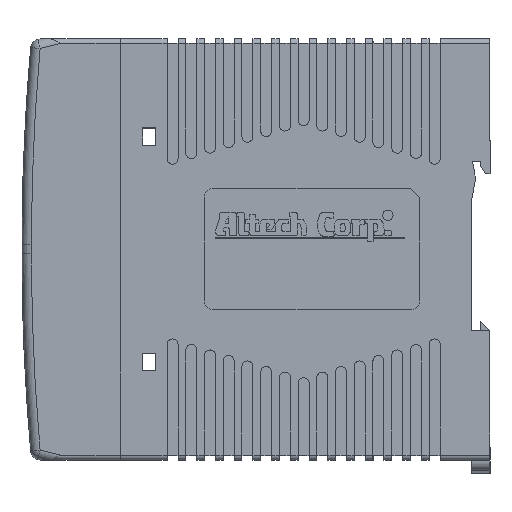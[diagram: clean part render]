
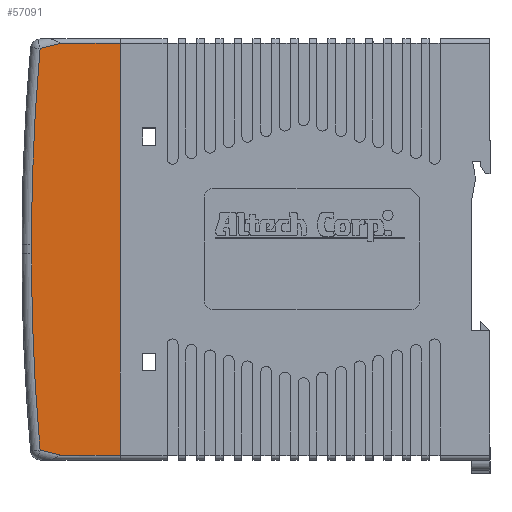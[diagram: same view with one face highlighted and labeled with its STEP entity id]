
A CAD part, top view. The second image highlights one B-rep face of the part: STEP entity #57091.
In plain terms, the highlighted face is planar.
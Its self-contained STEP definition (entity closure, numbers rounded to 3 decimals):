
#56405=CARTESIAN_POINT('',(-50.339,-70.214,0.0));
#56406=VERTEX_POINT('',#56405);
#56414=CARTESIAN_POINT('',(-37.585,-70.214,0.0));
#56415=VERTEX_POINT('',#56414);
#56416=CARTESIAN_POINT('',(-50.339,-70.214,0.0));
#56417=DIRECTION('',(1.0,0.0,0.0));
#56418=VECTOR('',#56417,12.754);
#56419=LINE('',#56416,#56418);
#56420=EDGE_CURVE('',#56406,#56415,#56419,.T.);
#56442=CARTESIAN_POINT('',(-33.203,-69.118,0.0));
#56443=VERTEX_POINT('',#56442);
#56554=CARTESIAN_POINT('',(-33.203,16.69,0.0));
#56555=VERTEX_POINT('',#56554);
#56724=CARTESIAN_POINT('',(-31.339,-25.214,0.0));
#56725=VERTEX_POINT('',#56724);
#56733=CARTESIAN_POINT('',(-503.401,-25.214,0.0));
#56734=DIRECTION('',(0.0,0.0,1.0));
#56735=DIRECTION('',(0.999,0.046,0.0));
#56736=AXIS2_PLACEMENT_3D('',#56733,#56734,#56735);
#56737=CIRCLE('',#56736,472.063);
#56738=EDGE_CURVE('',#56725,#56555,#56737,.T.);
#56759=CARTESIAN_POINT('',(-37.585,17.786,0.));
#56760=VERTEX_POINT('',#56759);
#56761=CARTESIAN_POINT('',(-33.203,16.69,0.0));
#56762=DIRECTION('',(-0.97,0.243,0.0));
#56763=VECTOR('',#56762,4.518);
#56764=LINE('',#56761,#56763);
#56765=EDGE_CURVE('',#56555,#56760,#56764,.T.);
#56813=CARTESIAN_POINT('',(-31.339,-27.214,0.0));
#56814=VERTEX_POINT('',#56813);
#56822=CARTESIAN_POINT('',(-31.339,-27.214,0.0));
#56823=DIRECTION('',(0.0,1.0,0.0));
#56824=VECTOR('',#56823,2.);
#56825=LINE('',#56822,#56824);
#56826=EDGE_CURVE('',#56814,#56725,#56825,.T.);
#56843=CARTESIAN_POINT('',(-50.339,17.786,0.0));
#56844=VERTEX_POINT('',#56843);
#56861=CARTESIAN_POINT('',(-37.585,17.786,0.0));
#56862=DIRECTION('',(-1.0,0.0,0.0));
#56863=VECTOR('',#56862,12.754);
#56864=LINE('',#56861,#56863);
#56865=EDGE_CURVE('',#56760,#56844,#56864,.T.);
#56930=CARTESIAN_POINT('',(-503.401,-27.214,0.0));
#56931=DIRECTION('',(0.0,0.0,1.0));
#56932=DIRECTION('',(0.999,-0.046,0.0));
#56933=AXIS2_PLACEMENT_3D('',#56930,#56931,#56932);
#56934=CIRCLE('',#56933,472.062);
#56935=EDGE_CURVE('',#56443,#56814,#56934,.T.);
#56945=CARTESIAN_POINT('',(-37.585,-70.214,0.0));
#56946=DIRECTION('',(0.97,0.243,0.0));
#56947=VECTOR('',#56946,4.518);
#56948=LINE('',#56945,#56947);
#56949=EDGE_CURVE('',#56415,#56443,#56948,.T.);
#57071=CARTESIAN_POINT('',(-40.333,-26.214,0.0));
#57072=DIRECTION('',(0.0,0.0,1.0));
#57073=DIRECTION('',(1.0,0.0,0.0));
#57074=AXIS2_PLACEMENT_3D('',#57071,#57072,#57073);
#57075=PLANE('',#57074);
#57076=ORIENTED_EDGE('',*,*,#56865,.F.);
#57077=ORIENTED_EDGE('',*,*,#56765,.F.);
#57078=ORIENTED_EDGE('',*,*,#56738,.F.);
#57079=ORIENTED_EDGE('',*,*,#56826,.F.);
#57080=ORIENTED_EDGE('',*,*,#56935,.F.);
#57081=ORIENTED_EDGE('',*,*,#56949,.F.);
#57082=ORIENTED_EDGE('',*,*,#56420,.F.);
#57083=CARTESIAN_POINT('',(-50.339,17.786,0.0));
#57084=DIRECTION('',(0.0,-1.0,0.0));
#57085=VECTOR('',#57084,88.0);
#57086=LINE('',#57083,#57085);
#57087=EDGE_CURVE('',#56844,#56406,#57086,.T.);
#57088=ORIENTED_EDGE('',*,*,#57087,.F.);
#57089=EDGE_LOOP('',(#57076,#57077,#57078,#57079,#57080,#57081,#57082,#57088));
#57090=FACE_OUTER_BOUND('',#57089,.T.);
#57091=ADVANCED_FACE('',(#57090),#57075,.F.);
